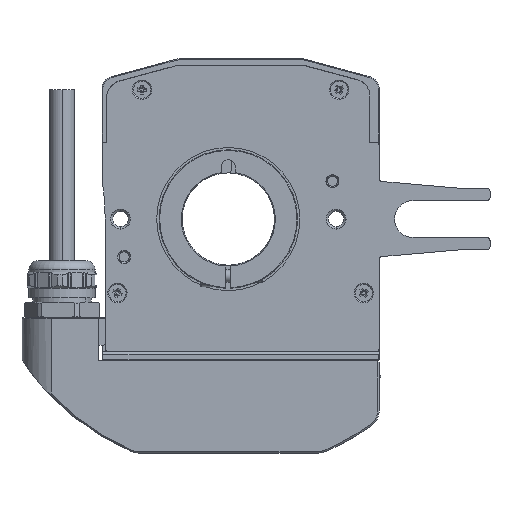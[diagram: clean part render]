
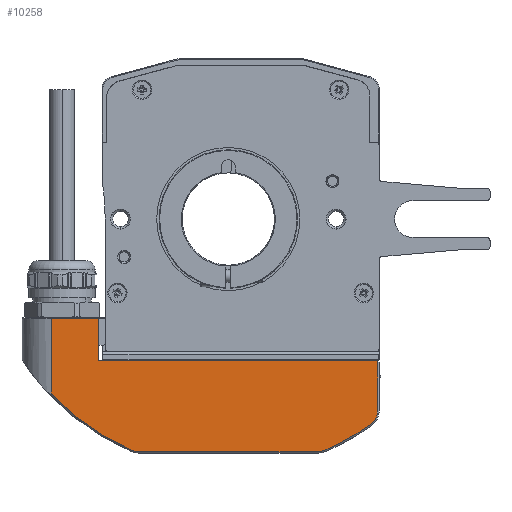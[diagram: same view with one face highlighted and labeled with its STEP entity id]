
A CAD part, front view. The second image highlights one B-rep face of the part: STEP entity #10258.
In plain terms, the highlighted planar face has unit normal (0, -1, 0).
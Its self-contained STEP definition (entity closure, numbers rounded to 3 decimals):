
#202 = DIRECTION ( 'NONE',  ( 0., -1., 0. ) ) ;
#787 = EDGE_CURVE ( 'NONE', #12675, #7360, #12644, .T. ) ;
#789 = AXIS2_PLACEMENT_3D ( 'NONE', #10386, #2854, #11685 ) ;
#798 = VECTOR ( 'NONE', #5706, 1000. ) ;
#887 = ORIENTED_EDGE ( 'NONE', *, *, #10790, .T. ) ;
#965 = ORIENTED_EDGE ( 'NONE', *, *, #7272, .T. ) ;
#1573 = LINE ( 'NONE', #13308, #798 ) ;
#1646 = ORIENTED_EDGE ( 'NONE', *, *, #15801, .T. ) ;
#1647 = VERTEX_POINT ( 'NONE', #9598 ) ;
#1855 = CARTESIAN_POINT ( 'NONE',  ( -29.189, -1., -70. ) ) ;
#1870 = CARTESIAN_POINT ( 'NONE',  ( -42.2, -1., -46. ) ) ;
#2078 = EDGE_CURVE ( 'NONE', #1647, #4348, #1573, .T. ) ;
#2312 = LINE ( 'NONE', #4241, #7758 ) ;
#2345 = VECTOR ( 'NONE', #2796, 1000. ) ;
#2498 = DIRECTION ( 'NONE',  ( 0., -1., 0. ) ) ;
#2678 = AXIS2_PLACEMENT_3D ( 'NONE', #6725, #2498, #5332 ) ;
#2796 = DIRECTION ( 'NONE',  ( 0., 0., -1. ) ) ;
#2854 = DIRECTION ( 'NONE',  ( 0., -1., 0. ) ) ;
#3084 = DIRECTION ( 'NONE',  ( 1., 0., 0. ) ) ;
#3222 = EDGE_LOOP ( 'NONE', ( #5632, #15527, #13856, #11569, #9074, #10685, #965, #9251, #887, #1646, #9514 ) ) ;
#3223 = CARTESIAN_POINT ( 'NONE',  ( -31.358, -1., -75.054 ) ) ;
#3725 = VECTOR ( 'NONE', #4946, 1000. ) ;
#3741 = VERTEX_POINT ( 'NONE', #6542 ) ;
#3918 = VERTEX_POINT ( 'NONE', #12164 ) ;
#4135 = DIRECTION ( 'NONE',  ( 1., 0., 0. ) ) ;
#4188 = AXIS2_PLACEMENT_3D ( 'NONE', #7665, #202, #8936 ) ;
#4241 = CARTESIAN_POINT ( 'NONE',  ( 29.189, -1., -75.5 ) ) ;
#4348 = VERTEX_POINT ( 'NONE', #1870 ) ;
#4384 = CARTESIAN_POINT ( 'NONE',  ( -57.571, -1., -32.2 ) ) ;
#4487 = VERTEX_POINT ( 'NONE', #9688 ) ;
#4538 = CIRCLE ( 'NONE', #7726, 79.5 ) ;
#4655 = CARTESIAN_POINT ( 'NONE',  ( -42.2, -1., -32.2 ) ) ;
#4671 = EDGE_CURVE ( 'NONE', #7101, #3741, #8571, .T. ) ;
#4946 = DIRECTION ( 'NONE',  ( 0., 0., 1. ) ) ;
#5332 = DIRECTION ( 'NONE',  ( 1., 0., 0. ) ) ;
#5431 = DIRECTION ( 'NONE',  ( 0., -1., 0. ) ) ;
#5632 = ORIENTED_EDGE ( 'NONE', *, *, #2078, .T. ) ;
#5706 = DIRECTION ( 'NONE',  ( -1., 0., 0. ) ) ;
#6045 = LINE ( 'NONE', #11610, #2345 ) ;
#6542 = CARTESIAN_POINT ( 'NONE',  ( 31.358, -1., -75.054 ) ) ;
#6668 = AXIS2_PLACEMENT_3D ( 'NONE', #10432, #11725, #4135 ) ;
#6725 = CARTESIAN_POINT ( 'NONE',  ( 0., -1., -2. ) ) ;
#7101 = VERTEX_POINT ( 'NONE', #8924 ) ;
#7272 = EDGE_CURVE ( 'NONE', #4487, #7101, #2312, .T. ) ;
#7360 = VERTEX_POINT ( 'NONE', #3223 ) ;
#7665 = CARTESIAN_POINT ( 'NONE',  ( 29.189, -1., -70. ) ) ;
#7726 = AXIS2_PLACEMENT_3D ( 'NONE', #13029, #5431, #14308 ) ;
#7758 = VECTOR ( 'NONE', #11838, 1000. ) ;
#8083 = VERTEX_POINT ( 'NONE', #15019 ) ;
#8571 = CIRCLE ( 'NONE', #4188, 5.5 ) ;
#8706 = CARTESIAN_POINT ( 'NONE',  ( 48.5, -1., -76. ) ) ;
#8924 = CARTESIAN_POINT ( 'NONE',  ( 29.189, -1., -75.5 ) ) ;
#8936 = DIRECTION ( 'NONE',  ( 1., 0., 0. ) ) ;
#9074 = ORIENTED_EDGE ( 'NONE', *, *, #787, .T. ) ;
#9153 = PLANE ( 'NONE',  #6668 ) ;
#9251 = ORIENTED_EDGE ( 'NONE', *, *, #4671, .T. ) ;
#9514 = ORIENTED_EDGE ( 'NONE', *, *, #11956, .T. ) ;
#9598 = CARTESIAN_POINT ( 'NONE',  ( 48.5, -1., -46. ) ) ;
#9688 = CARTESIAN_POINT ( 'NONE',  ( -29.189, -1., -75.5 ) ) ;
#9705 = EDGE_CURVE ( 'NONE', #7360, #4487, #15845, .T. ) ;
#9884 = VERTEX_POINT ( 'NONE', #4655 ) ;
#9936 = CARTESIAN_POINT ( 'NONE',  ( -57.571, -1., -32.2 ) ) ;
#9967 = LINE ( 'NONE', #15697, #12943 ) ;
#10258 = ADVANCED_FACE ( 'NONE', ( #12867 ), #9153, .F. ) ;
#10386 = CARTESIAN_POINT ( 'NONE',  ( 43., -1., -62.225 ) ) ;
#10432 = CARTESIAN_POINT ( 'NONE',  ( 49., -1., -76. ) ) ;
#10619 = DIRECTION ( 'NONE',  ( 0., -1., 0. ) ) ;
#10658 = DIRECTION ( 'NONE',  ( 0., 0., 1. ) ) ;
#10685 = ORIENTED_EDGE ( 'NONE', *, *, #9705, .T. ) ;
#10790 = EDGE_CURVE ( 'NONE', #3741, #8083, #4538, .T. ) ;
#11569 = ORIENTED_EDGE ( 'NONE', *, *, #13239, .T. ) ;
#11610 = CARTESIAN_POINT ( 'NONE',  ( -57.571, -1., -76. ) ) ;
#11685 = DIRECTION ( 'NONE',  ( 1., 0., 0. ) ) ;
#11725 = DIRECTION ( 'NONE',  ( 0., 1., 0. ) ) ;
#11838 = DIRECTION ( 'NONE',  ( 1., 0., 0. ) ) ;
#11956 = EDGE_CURVE ( 'NONE', #3918, #1647, #13435, .T. ) ;
#12131 = VECTOR ( 'NONE', #13255, 1000. ) ;
#12164 = CARTESIAN_POINT ( 'NONE',  ( 48.5, -1., -62.225 ) ) ;
#12423 = AXIS2_PLACEMENT_3D ( 'NONE', #1855, #10619, #3084 ) ;
#12644 = CIRCLE ( 'NONE', #2678, 79.5 ) ;
#12675 = VERTEX_POINT ( 'NONE', #12895 ) ;
#12867 = FACE_OUTER_BOUND ( 'NONE', #3222, .T. ) ;
#12895 = CARTESIAN_POINT ( 'NONE',  ( -57.571, -1., -56.826 ) ) ;
#12943 = VECTOR ( 'NONE', #10658, 1000. ) ;
#13029 = CARTESIAN_POINT ( 'NONE',  ( 0., -1., -2. ) ) ;
#13239 = EDGE_CURVE ( 'NONE', #16289, #12675, #6045, .T. ) ;
#13255 = DIRECTION ( 'NONE',  ( -1., 0., 0. ) ) ;
#13308 = CARTESIAN_POINT ( 'NONE',  ( 49., -1., -46. ) ) ;
#13435 = LINE ( 'NONE', #8706, #3725 ) ;
#13702 = CIRCLE ( 'NONE', #789, 5.5 ) ;
#13856 = ORIENTED_EDGE ( 'NONE', *, *, #15457, .T. ) ;
#14308 = DIRECTION ( 'NONE',  ( 1., 0., 0. ) ) ;
#14425 = EDGE_CURVE ( 'NONE', #4348, #9884, #9967, .T. ) ;
#15019 = CARTESIAN_POINT ( 'NONE',  ( 46.196, -1., -66.701 ) ) ;
#15092 = LINE ( 'NONE', #4384, #12131 ) ;
#15457 = EDGE_CURVE ( 'NONE', #9884, #16289, #15092, .T. ) ;
#15527 = ORIENTED_EDGE ( 'NONE', *, *, #14425, .T. ) ;
#15697 = CARTESIAN_POINT ( 'NONE',  ( -42.2, -1., -76. ) ) ;
#15801 = EDGE_CURVE ( 'NONE', #8083, #3918, #13702, .T. ) ;
#15845 = CIRCLE ( 'NONE', #12423, 5.5 ) ;
#16289 = VERTEX_POINT ( 'NONE', #9936 ) ;
